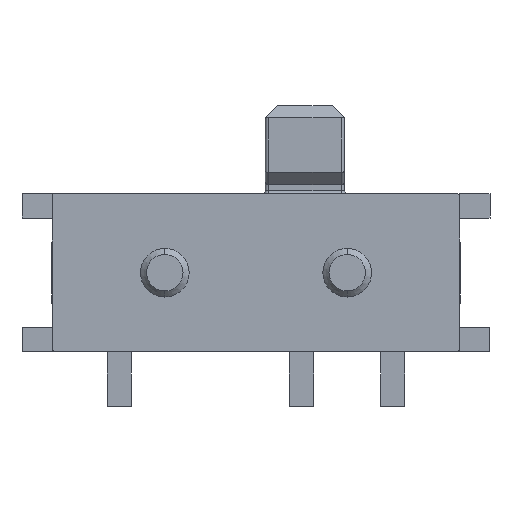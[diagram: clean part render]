
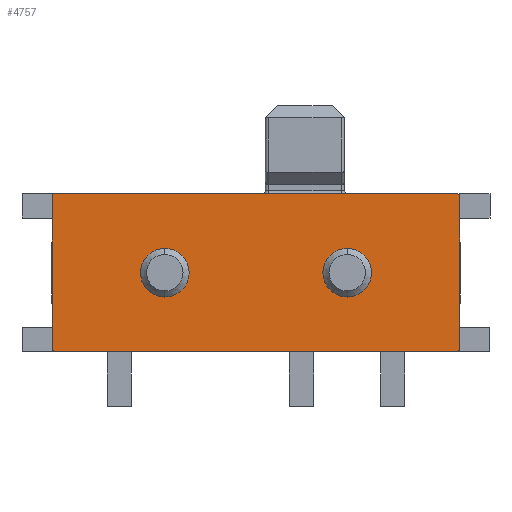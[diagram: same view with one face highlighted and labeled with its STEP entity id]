
A CAD part, front view. The second image highlights one B-rep face of the part: STEP entity #4757.
In plain terms, the highlighted planar face has unit normal (0, -1, 0).
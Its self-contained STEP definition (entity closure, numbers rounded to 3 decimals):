
#7 = EDGE_CURVE ( 'NONE', #162, #1382, #996, .T. ) ;
#73 = ORIENTED_EDGE ( 'NONE', *, *, #4188, .F. ) ;
#162 = VERTEX_POINT ( 'NONE', #1987 ) ;
#172 = VERTEX_POINT ( 'NONE', #2417 ) ;
#174 = DIRECTION ( 'NONE',  ( 0., 0., 1. ) ) ;
#204 = CARTESIAN_POINT ( 'NONE',  ( 3.35, 0., -1.3 ) ) ;
#209 = VERTEX_POINT ( 'NONE', #1148 ) ;
#238 = EDGE_CURVE ( 'NONE', #1345, #2168, #3223, .T. ) ;
#317 = LINE ( 'NONE', #4422, #3001 ) ;
#344 = CARTESIAN_POINT ( 'NONE',  ( 3.3, 0., 1.3 ) ) ;
#384 = CARTESIAN_POINT ( 'NONE',  ( 1.5, 0., 0. ) ) ;
#447 = CIRCLE ( 'NONE', #1749, 0.4 ) ;
#535 = VECTOR ( 'NONE', #621, 1000. ) ;
#621 = DIRECTION ( 'NONE',  ( 0., 0., -1. ) ) ;
#641 = VECTOR ( 'NONE', #2450, 1000. ) ;
#713 = CARTESIAN_POINT ( 'NONE',  ( -1.5, 0., 0. ) ) ;
#786 = DIRECTION ( 'NONE',  ( 0., 0., 1. ) ) ;
#986 = DIRECTION ( 'NONE',  ( 0., -1., 0. ) ) ;
#996 = CIRCLE ( 'NONE', #2096, 0.05 ) ;
#1054 = LINE ( 'NONE', #204, #535 ) ;
#1065 = CARTESIAN_POINT ( 'NONE',  ( 0., 0., 0. ) ) ;
#1091 = FACE_OUTER_BOUND ( 'NONE', #5020, .T. ) ;
#1120 = ORIENTED_EDGE ( 'NONE', *, *, #1625, .F. ) ;
#1137 = ORIENTED_EDGE ( 'NONE', *, *, #4810, .F. ) ;
#1141 = LINE ( 'NONE', #1954, #4370 ) ;
#1148 = CARTESIAN_POINT ( 'NONE',  ( 1.5, 0., 0.4 ) ) ;
#1167 = DIRECTION ( 'NONE',  ( 0., 0., 1. ) ) ;
#1257 = DIRECTION ( 'NONE',  ( 0., -1., 0. ) ) ;
#1264 = ORIENTED_EDGE ( 'NONE', *, *, #7, .T. ) ;
#1309 = ORIENTED_EDGE ( 'NONE', *, *, #1970, .T. ) ;
#1316 = CIRCLE ( 'NONE', #5034, 0.4 ) ;
#1345 = VERTEX_POINT ( 'NONE', #2304 ) ;
#1359 = ORIENTED_EDGE ( 'NONE', *, *, #2539, .F. ) ;
#1382 = VERTEX_POINT ( 'NONE', #344 ) ;
#1625 = EDGE_CURVE ( 'NONE', #2168, #1382, #317, .T. ) ;
#1642 = VERTEX_POINT ( 'NONE', #2817 ) ;
#1658 = DIRECTION ( 'NONE',  ( 0., -1., 0. ) ) ;
#1662 = AXIS2_PLACEMENT_3D ( 'NONE', #1065, #3954, #2743 ) ;
#1749 = AXIS2_PLACEMENT_3D ( 'NONE', #384, #3611, #786 ) ;
#1780 = ORIENTED_EDGE ( 'NONE', *, *, #4322, .F. ) ;
#1817 = EDGE_CURVE ( 'NONE', #209, #172, #3430, .T. ) ;
#1897 = DIRECTION ( 'NONE',  ( 0., 0., 1. ) ) ;
#1926 = FACE_BOUND ( 'NONE', #3230, .T. ) ;
#1954 = CARTESIAN_POINT ( 'NONE',  ( -3.35, 0., -1.3 ) ) ;
#1970 = EDGE_CURVE ( 'NONE', #1345, #1642, #2331, .T. ) ;
#1971 = EDGE_LOOP ( 'NONE', ( #1137, #1359 ) ) ;
#1978 = FACE_BOUND ( 'NONE', #1971, .T. ) ;
#1987 = CARTESIAN_POINT ( 'NONE',  ( 3.35, 0., 1.25 ) ) ;
#2047 = ORIENTED_EDGE ( 'NONE', *, *, #1817, .F. ) ;
#2096 = AXIS2_PLACEMENT_3D ( 'NONE', #3349, #1257, #4914 ) ;
#2168 = VERTEX_POINT ( 'NONE', #5225 ) ;
#2203 = VERTEX_POINT ( 'NONE', #5014 ) ;
#2304 = CARTESIAN_POINT ( 'NONE',  ( -3.35, 0., -1.25 ) ) ;
#2331 = CIRCLE ( 'NONE', #2741, 0.05 ) ;
#2417 = CARTESIAN_POINT ( 'NONE',  ( 1.5, 0., -0.4 ) ) ;
#2450 = DIRECTION ( 'NONE',  ( 0., 0., 1. ) ) ;
#2539 = EDGE_CURVE ( 'NONE', #4639, #2203, #1316, .T. ) ;
#2578 = AXIS2_PLACEMENT_3D ( 'NONE', #4277, #3834, #174 ) ;
#2665 = PLANE ( 'NONE',  #1662 ) ;
#2700 = EDGE_CURVE ( 'NONE', #2978, #2750, #4960, .T. ) ;
#2741 = AXIS2_PLACEMENT_3D ( 'NONE', #3244, #1658, #4115 ) ;
#2743 = DIRECTION ( 'NONE',  ( 0., 0., 1. ) ) ;
#2750 = VERTEX_POINT ( 'NONE', #4650 ) ;
#2817 = CARTESIAN_POINT ( 'NONE',  ( -3.3, 0., -1.3 ) ) ;
#2978 = VERTEX_POINT ( 'NONE', #4148 ) ;
#3001 = VECTOR ( 'NONE', #4770, 1000. ) ;
#3124 = AXIS2_PLACEMENT_3D ( 'NONE', #3412, #986, #3864 ) ;
#3223 = LINE ( 'NONE', #5152, #641 ) ;
#3230 = EDGE_LOOP ( 'NONE', ( #2047, #1780 ) ) ;
#3234 = CARTESIAN_POINT ( 'NONE',  ( -1.5, 0., 0. ) ) ;
#3244 = CARTESIAN_POINT ( 'NONE',  ( -3.3, 0., -1.25 ) ) ;
#3293 = CARTESIAN_POINT ( 'NONE',  ( -1.5, 0., -0.4 ) ) ;
#3332 = ORIENTED_EDGE ( 'NONE', *, *, #2700, .T. ) ;
#3349 = CARTESIAN_POINT ( 'NONE',  ( 3.3, 0., 1.25 ) ) ;
#3412 = CARTESIAN_POINT ( 'NONE',  ( 3.3, 0., -1.25 ) ) ;
#3430 = CIRCLE ( 'NONE', #2578, 0.4 ) ;
#3572 = DIRECTION ( 'NONE',  ( -1., 0., 0. ) ) ;
#3611 = DIRECTION ( 'NONE',  ( 0., -1., 0. ) ) ;
#3834 = DIRECTION ( 'NONE',  ( 0., -1., 0. ) ) ;
#3864 = DIRECTION ( 'NONE',  ( 0., 0., 1. ) ) ;
#3927 = EDGE_CURVE ( 'NONE', #2978, #1642, #1141, .T. ) ;
#3954 = DIRECTION ( 'NONE',  ( 0., 1., 0. ) ) ;
#4002 = DIRECTION ( 'NONE',  ( 0., -1., 0. ) ) ;
#4115 = DIRECTION ( 'NONE',  ( 0., 0., 1. ) ) ;
#4148 = CARTESIAN_POINT ( 'NONE',  ( 3.3, 0., -1.3 ) ) ;
#4188 = EDGE_CURVE ( 'NONE', #162, #2750, #1054, .T. ) ;
#4277 = CARTESIAN_POINT ( 'NONE',  ( 1.5, 0., 0. ) ) ;
#4282 = ORIENTED_EDGE ( 'NONE', *, *, #238, .F. ) ;
#4322 = EDGE_CURVE ( 'NONE', #172, #209, #447, .T. ) ;
#4370 = VECTOR ( 'NONE', #3572, 1000. ) ;
#4422 = CARTESIAN_POINT ( 'NONE',  ( -3.35, 0., 1.3 ) ) ;
#4445 = DIRECTION ( 'NONE',  ( 0., -1., 0. ) ) ;
#4612 = AXIS2_PLACEMENT_3D ( 'NONE', #713, #4002, #1897 ) ;
#4639 = VERTEX_POINT ( 'NONE', #3293 ) ;
#4650 = CARTESIAN_POINT ( 'NONE',  ( 3.35, 0., -1.25 ) ) ;
#4757 = ADVANCED_FACE ( 'NONE', ( #1926, #1978, #1091 ), #2665, .F. ) ;
#4770 = DIRECTION ( 'NONE',  ( 1., 0., 0. ) ) ;
#4810 = EDGE_CURVE ( 'NONE', #2203, #4639, #4858, .T. ) ;
#4858 = CIRCLE ( 'NONE', #4612, 0.4 ) ;
#4914 = DIRECTION ( 'NONE',  ( 0., 0., 1. ) ) ;
#4960 = CIRCLE ( 'NONE', #3124, 0.05 ) ;
#5014 = CARTESIAN_POINT ( 'NONE',  ( -1.5, 0., 0.4 ) ) ;
#5020 = EDGE_LOOP ( 'NONE', ( #4282, #1309, #5137, #3332, #73, #1264, #1120 ) ) ;
#5034 = AXIS2_PLACEMENT_3D ( 'NONE', #3234, #4445, #1167 ) ;
#5137 = ORIENTED_EDGE ( 'NONE', *, *, #3927, .F. ) ;
#5152 = CARTESIAN_POINT ( 'NONE',  ( -3.35, 0., -1.3 ) ) ;
#5225 = CARTESIAN_POINT ( 'NONE',  ( -3.35, 0., 1.3 ) ) ;
